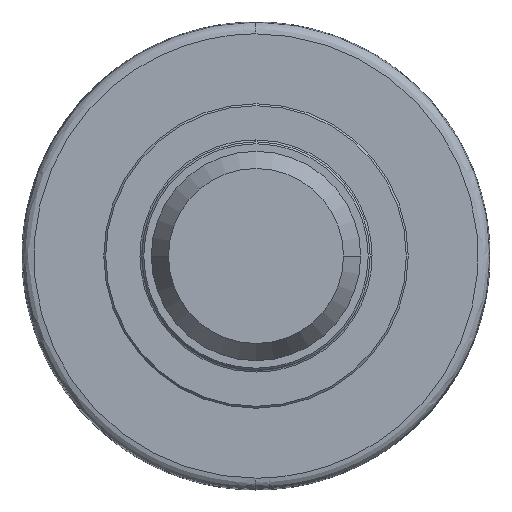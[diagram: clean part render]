
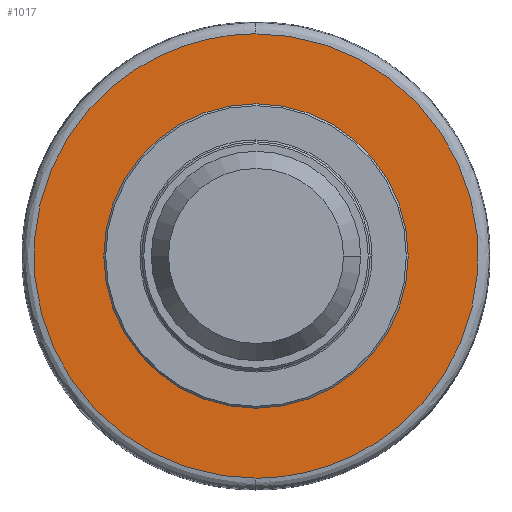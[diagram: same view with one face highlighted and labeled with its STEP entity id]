
A CAD part, left-side view. The second image highlights one B-rep face of the part: STEP entity #1017.
In plain terms, the highlighted planar face has unit normal (-1, 0, 0).
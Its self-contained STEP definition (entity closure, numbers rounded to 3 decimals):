
#25 = VERTEX_POINT ( 'NONE', #144 ) ;
#28 = VERTEX_POINT ( 'NONE', #147 ) ;
#32 = VERTEX_POINT ( 'NONE', #151 ) ;
#59 = VERTEX_POINT ( 'NONE', #178 ) ;
#144 = CARTESIAN_POINT ( 'NONE',  ( 30.1, 0., -58.38 ) ) ;
#147 = CARTESIAN_POINT ( 'NONE',  ( 30.1, -40., 0. ) ) ;
#151 = CARTESIAN_POINT ( 'NONE',  ( 30.1, 0., 58.38 ) ) ;
#178 = CARTESIAN_POINT ( 'NONE',  ( 30.1, 40., 0. ) ) ;
#405 = EDGE_LOOP ( 'NONE', ( #667, #668 ) ) ;
#416 = EDGE_LOOP ( 'NONE', ( #665, #666 ) ) ;
#665 = ORIENTED_EDGE ( 'NONE', *, *, #1484, .T. ) ;
#666 = ORIENTED_EDGE ( 'NONE', *, *, #1074, .T. ) ;
#667 = ORIENTED_EDGE ( 'NONE', *, *, #1075, .F. ) ;
#668 = ORIENTED_EDGE ( 'NONE', *, *, #1461, .F. ) ;
#897 =( BOUNDED_CURVE ( )  B_SPLINE_CURVE ( 3, ( #2668, #2689, #2690, #2691 ),
 .UNSPECIFIED., .F., .T. ) 
 B_SPLINE_CURVE_WITH_KNOTS ( ( 4, 4 ),
 ( 0.75, 1.25 ),
 .UNSPECIFIED. ) 
 CURVE ( )  GEOMETRIC_REPRESENTATION_ITEM ( )  RATIONAL_B_SPLINE_CURVE ( ( 1., 0.333, 0.333, 1. ) ) 
 REPRESENTATION_ITEM ( '' )  );
#899 =( BOUNDED_CURVE ( )  B_SPLINE_CURVE ( 3, ( #2946, #2951, #2952, #2953 ),
 .UNSPECIFIED., .F., .T. ) 
 B_SPLINE_CURVE_WITH_KNOTS ( ( 4, 4 ),
 ( 0.25, 0.75 ),
 .UNSPECIFIED. ) 
 CURVE ( )  GEOMETRIC_REPRESENTATION_ITEM ( )  RATIONAL_B_SPLINE_CURVE ( ( 1., 0.333, 0.333, 1. ) ) 
 REPRESENTATION_ITEM ( '' )  );
#1017 = ADVANCED_FACE ( 'NONE', ( #2262, #2256 ), #1910, .T. ) ;
#1074 = EDGE_CURVE ( 'NONE', #28, #59, #2366, .T. ) ;
#1075 = EDGE_CURVE ( 'NONE', #25, #32, #897, .T. ) ;
#1243 = AXIS2_PLACEMENT_3D ( 'NONE', #1904, #1911, #1912 ) ;
#1461 = EDGE_CURVE ( 'NONE', #32, #25, #899, .T. ) ;
#1484 = EDGE_CURVE ( 'NONE', #59, #28, #3127, .T. ) ;
#1904 = CARTESIAN_POINT ( 'NONE',  ( 30.1, 53.039, 0. ) ) ;
#1910 = PLANE ( 'NONE',  #1243 ) ;
#1911 = DIRECTION ( 'NONE',  ( -1., 0., 0. ) ) ;
#1912 = DIRECTION ( 'NONE',  ( 0., 0., 1. ) ) ;
#2256 = FACE_OUTER_BOUND ( 'NONE', #405, .T. ) ;
#2262 = FACE_BOUND ( 'NONE', #416, .T. ) ;
#2366 = CIRCLE ( 'NONE', #3048, 40. ) ;
#2668 = CARTESIAN_POINT ( 'NONE',  ( 30.1, 0., -58.38 ) ) ;
#2685 = CARTESIAN_POINT ( 'NONE',  ( 30.1, 0., 0. ) ) ;
#2686 = DIRECTION ( 'NONE',  ( 1., 0., 0. ) ) ;
#2687 = DIRECTION ( 'NONE',  ( 0., 1., 0. ) ) ;
#2689 = CARTESIAN_POINT ( 'NONE',  ( 30.1, 116.759, -58.38 ) ) ;
#2690 = CARTESIAN_POINT ( 'NONE',  ( 30.1, 116.759, 58.38 ) ) ;
#2691 = CARTESIAN_POINT ( 'NONE',  ( 30.1, 0., 58.38 ) ) ;
#2946 = CARTESIAN_POINT ( 'NONE',  ( 30.1, 0., 58.38 ) ) ;
#2951 = CARTESIAN_POINT ( 'NONE',  ( 30.1, -116.759, 58.38 ) ) ;
#2952 = CARTESIAN_POINT ( 'NONE',  ( 30.1, -116.759, -58.38 ) ) ;
#2953 = CARTESIAN_POINT ( 'NONE',  ( 30.1, 0., -58.38 ) ) ;
#2977 = CARTESIAN_POINT ( 'NONE',  ( 30.1, 0., 0. ) ) ;
#2978 = DIRECTION ( 'NONE',  ( 1., 0., 0. ) ) ;
#2979 = DIRECTION ( 'NONE',  ( 0., 1., 0. ) ) ;
#3048 = AXIS2_PLACEMENT_3D ( 'NONE', #2685, #2686, #2687 ) ;
#3082 = AXIS2_PLACEMENT_3D ( 'NONE', #2977, #2978, #2979 ) ;
#3127 = CIRCLE ( 'NONE', #3082, 40. ) ;
